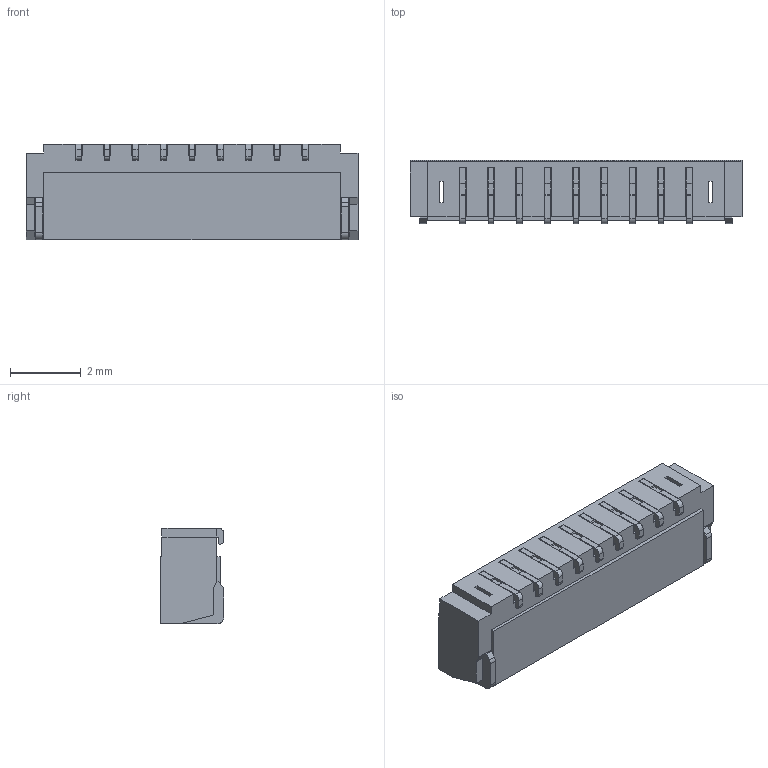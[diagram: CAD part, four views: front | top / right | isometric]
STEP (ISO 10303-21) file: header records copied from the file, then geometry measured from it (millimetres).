
FILE_DESCRIPTION((''),'2;1');
FILE_NAME('FWF08002-S08','2025-09-25T',('工程三'),(''),'PRO/ENGINEER BY PARAMETRIC TECHNOLOGY CORPORATION, 2010280','PRO/ENGINEER BY PARAMETRIC TECHNOLOGY CORPORATION, 2010280','');
FILE_SCHEMA(('CONFIG_CONTROL_DESIGN'));
Length unit declared in the file: millimetre
Products named in the file (1): FWF08002-S08
Bounding box: 9.38 x 1.8 x 2.7 mm (x, y, z)
Volume: 25.2 mm3; surface area: 180.7 mm2
Topology: 1 solids, 1 shells, 358 faces, 1214 edges, 794 vertices
Faces by surface type: plane 300, cylinder 58
Entity records: 13136 total; most frequent: ORIENTED_EDGE 2428, CARTESIAN_POINT 2366, DIRECTION 2046, EDGE_CURVE 1214, VECTOR 1098, LINE 1098, VERTEX_POINT 794, AXIS2_PLACEMENT_3D 474
